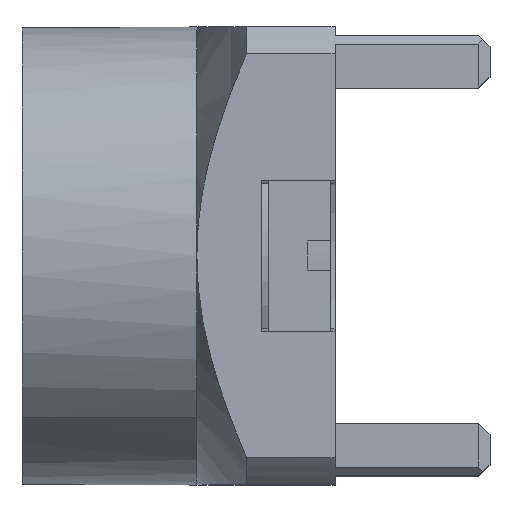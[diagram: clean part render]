
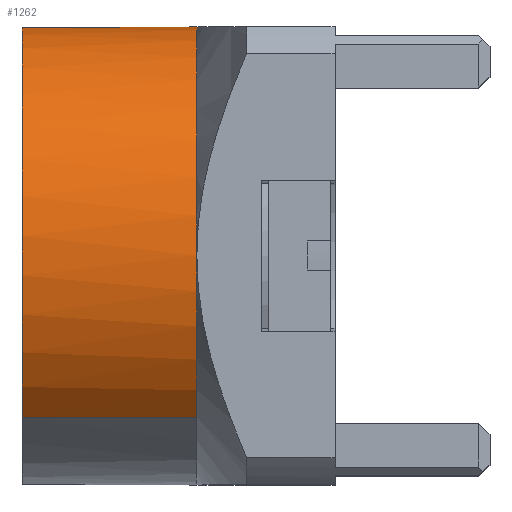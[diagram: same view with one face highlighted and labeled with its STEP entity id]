
A CAD part, top view. The second image highlights one B-rep face of the part: STEP entity #1262.
In plain terms, the highlighted cylindrical face has radius 3 mm (diameter 6 mm), a partial arc.
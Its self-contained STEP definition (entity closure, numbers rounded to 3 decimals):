
#6=CARTESIAN_POINT('',(0.,0.,0.));
#7=DIRECTION('',(-1.,0.,0.));
#8=DIRECTION('',(0.,-0.707,0.707));
#9=AXIS2_PLACEMENT_3D('',#6,#7,#8);
#21=DIRECTION('',(1.,0.,0.));
#22=VECTOR('',#21,2.29);
#23=CARTESIAN_POINT('',(0.,2.121,-2.121));
#24=LINE('',#23,#22);
#25=DIRECTION('',(1.,0.,0.));
#26=VECTOR('',#25,2.29);
#27=CARTESIAN_POINT('',(0.,-2.121,2.121));
#28=LINE('',#27,#26);
#34=CARTESIAN_POINT('',(2.29,0.,0.));
#35=DIRECTION('',(1.,0.,0.));
#36=DIRECTION('',(0.,0.707,-0.707));
#37=AXIS2_PLACEMENT_3D('',#34,#35,#36);
#352=CARTESIAN_POINT('',(2.29,0.,0.));
#353=DIRECTION('',(1.,0.,0.));
#354=DIRECTION('',(0.,0.,1.));
#355=AXIS2_PLACEMENT_3D('',#352,#353,#354);
#372=CARTESIAN_POINT('',(2.29,0.,3.));
#486=CARTESIAN_POINT('',(2.29,0.,0.));
#487=DIRECTION('',(1.,0.,0.));
#488=DIRECTION('',(0.,1.,0.));
#489=AXIS2_PLACEMENT_3D('',#486,#487,#488);
#506=CARTESIAN_POINT('',(2.29,3.,0.));
#955=CARTESIAN_POINT('',(0.,2.121,-2.121));
#956=CARTESIAN_POINT('',(0.,-2.121,2.121));
#957=VERTEX_POINT('',#955);
#958=VERTEX_POINT('',#956);
#959=CARTESIAN_POINT('',(2.29,2.121,-2.121));
#960=VERTEX_POINT('',#959);
#961=CARTESIAN_POINT('',(2.29,-2.121,2.121));
#962=VERTEX_POINT('',#961);
#1033=VERTEX_POINT('',#506);
#1034=VERTEX_POINT('',#372);
#1246=CARTESIAN_POINT('',(3.255,0.,0.));
#1247=DIRECTION('',(-1.,0.,0.));
#1248=DIRECTION('',(0.,0.707,-0.707));
#1249=AXIS2_PLACEMENT_3D('',#1246,#1247,#1248);
#1250=CYLINDRICAL_SURFACE('',#1249,3.);
#1251=ORIENTED_EDGE('',*,*,#1216,.T.);
#1252=ORIENTED_EDGE('',*,*,#1241,.T.);
#1254=ORIENTED_EDGE('',*,*,#1253,.T.);
#1256=ORIENTED_EDGE('',*,*,#1255,.T.);
#1258=ORIENTED_EDGE('',*,*,#1257,.T.);
#1259=ORIENTED_EDGE('',*,*,#1233,.F.);
#1260=EDGE_LOOP('',(#1251,#1252,#1254,#1256,#1258,#1259));
#1261=FACE_OUTER_BOUND('',#1260,.F.);
#1262=ADVANCED_FACE('',(#1261),#1250,.T.);
#10=CIRCLE('',#9,3.);
#38=CIRCLE('',#37,3.);
#356=CIRCLE('',#355,3.);
#490=CIRCLE('',#489,3.);
#1216=EDGE_CURVE('',#958,#957,#10,.T.);
#1233=EDGE_CURVE('',#958,#962,#28,.T.);
#1241=EDGE_CURVE('',#957,#960,#24,.T.);
#1253=EDGE_CURVE('',#960,#1033,#38,.T.);
#1255=EDGE_CURVE('',#1033,#1034,#490,.T.);
#1257=EDGE_CURVE('',#1034,#962,#356,.T.);
